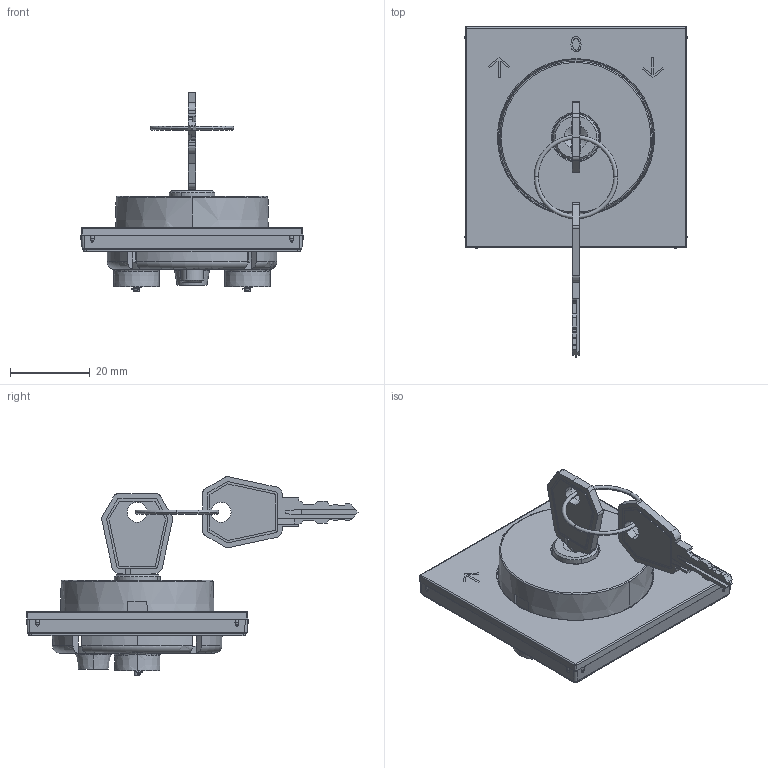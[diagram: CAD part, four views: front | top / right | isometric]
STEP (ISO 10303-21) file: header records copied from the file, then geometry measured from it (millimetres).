
FILE_DESCRIPTION((''),'2;1');
FILE_NAME('WAF1321_GEN_ASM','2025-05-06T12:22:17',('andolfs'),(''),'CREO PARAMETRIC BY PTC INC, 2023154','CREO PARAMETRIC BY PTC INC, 2023154','');
FILE_SCHEMA(('AUTOMOTIVE_DESIGN { 1 0 10303 214 1 1 1 1 }'));
Products named in the file (12): W4G0144_18; W3A0346_GEN; 9002536000_PT-S_1000000837_PAE_000_AA; 9024163_GEN; SCHLOSS_1000003534_PAE_002_AA; SCHLIESZZYLINDE_1000003536_PAE_000_AA; SPRENGRING_1000003540_PAE_000_AA; SCHLUESSEL2_1000003535_PAE_001_AA; SCHLUESSEL_1000003535_PAE_000_AA; ZSB_1000003539_PRE_000_AA_ASM; ZYLINDERSCHLOSS_1000003541_PRE_002_AA_ASM; WAF1321_GEN_ASM
Assembly tree (12 placements, depth 4):
  WAF1321_GEN_ASM
    W4G0144_18
    W3A0346_GEN
    9002536000_PT-S_1000000837_PAE_000_AA  x2
    9024163_GEN
    ZYLINDERSCHLOSS_1000003541_PRE_002_AA_ASM
      SCHLOSS_1000003534_PAE_002_AA
      SCHLIESZZYLINDE_1000003536_PAE_000_AA
      SPRENGRING_1000003540_PAE_000_AA
      ZSB_1000003539_PRE_000_AA_ASM
        SCHLUESSEL2_1000003535_PAE_001_AA
        SCHLUESSEL_1000003535_PAE_000_AA
Bounding box: 55.9 x 83.45 x 49.95 mm (x, y, z)
Volume: 22231.4 mm3; surface area: 24573.3 mm2
Topology: 17 solids, 20 shells, 1892 faces, 5101 edges, 3319 vertices
Faces by surface type: plane 1199, cylinder 350, extrusion 111, cone 100, torus 66, bspline 34, sphere 24, revolution 8
Entity records: 72841 total; most frequent: CARTESIAN_POINT 17374, ORIENTED_EDGE 9916, DIRECTION 9163, EDGE_CURVE 4969, VECTOR 3359, LINE 3248, VERTEX_POINT 3244, AXIS2_PLACEMENT_3D 2898
